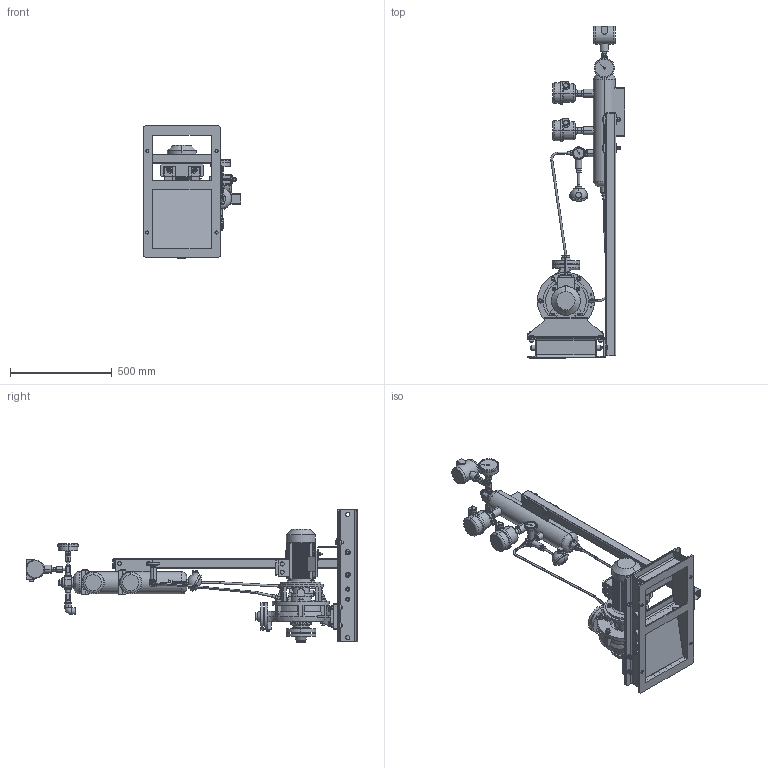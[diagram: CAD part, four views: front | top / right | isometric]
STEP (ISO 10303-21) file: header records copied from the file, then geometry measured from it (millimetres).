
FILE_DESCRIPTION (( 'STEP AP203' ), '1' );
FILE_NAME ('221-271-55Ò-ÐÑ2-08-02.step', '2023-07-26T17:32:08', ( 'adb' ), ( '' ), 'SwSTEP 2.0', 'SolidWorks 2016', '' );
FILE_SCHEMA (( 'CONFIG_CONTROL_DESIGN' ));
Length unit declared in the file: millimetre
Products named in the file (1): 221-271-55Ò-ÐÑ2-08-02
Bounding box: 479 x 1630.5 x 652 mm (x, y, z)
Volume: 19951062.6 mm3; surface area: 3730333.6 mm2
Topology: 32 solids, 45 shells, 3078 faces, 7854 edges, 5044 vertices
Faces by surface type: plane 1565, cylinder 1116, cone 278, torus 67, bspline 42, sphere 10
Entity records: 107701 total; most frequent: CARTESIAN_POINT 32227, DIRECTION 15978, ORIENTED_EDGE 15676, EDGE_CURVE 7838, AXIS2_PLACEMENT_3D 6056, VERTEX_POINT 5038, LINE 3866, VECTOR 3866
